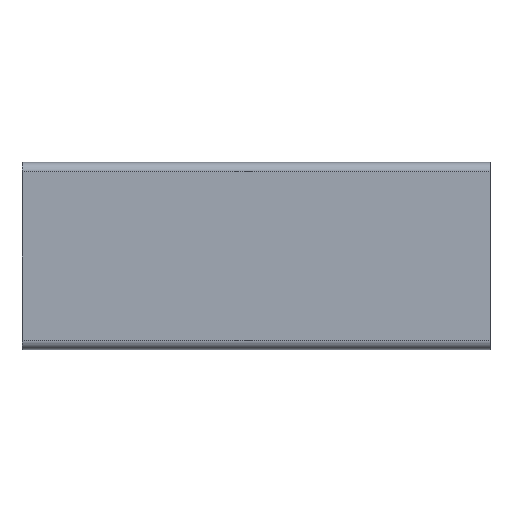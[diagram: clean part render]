
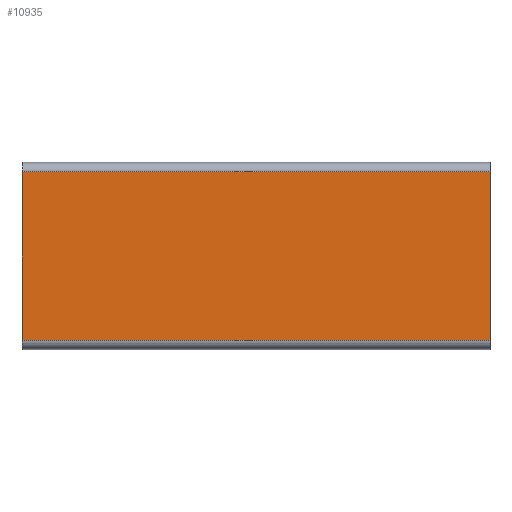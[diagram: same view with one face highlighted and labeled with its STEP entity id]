
A CAD part, left-side view. The second image highlights one B-rep face of the part: STEP entity #10935.
In plain terms, the highlighted planar face has unit normal (-1, 0, 0).
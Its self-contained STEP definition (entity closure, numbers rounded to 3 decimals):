
#163 = DIRECTION ( 'NONE',  ( 0., 0., 1. ) ) ;
#200 = CARTESIAN_POINT ( 'NONE',  ( -40., 0., 36. ) ) ;
#207 = ORIENTED_EDGE ( 'NONE', *, *, #10371, .T. ) ;
#586 = VERTEX_POINT ( 'NONE', #8164 ) ;
#608 = VECTOR ( 'NONE', #5361, 1000. ) ;
#1300 = CARTESIAN_POINT ( 'NONE',  ( -40., 0., -36. ) ) ;
#1558 = ORIENTED_EDGE ( 'NONE', *, *, #10498, .T. ) ;
#1777 = DIRECTION ( 'NONE',  ( -1., 0., 0. ) ) ;
#1878 = VECTOR ( 'NONE', #2239, 1000. ) ;
#2239 = DIRECTION ( 'NONE',  ( 0., 0., -1. ) ) ;
#2812 = AXIS2_PLACEMENT_3D ( 'NONE', #5250, #1777, #163 ) ;
#3051 = VERTEX_POINT ( 'NONE', #3697 ) ;
#3063 = EDGE_CURVE ( 'NONE', #7439, #586, #5509, .T. ) ;
#3104 = CARTESIAN_POINT ( 'NONE',  ( -40., 0., -36. ) ) ;
#3119 = EDGE_LOOP ( 'NONE', ( #207, #3955, #9742, #1558 ) ) ;
#3321 = CARTESIAN_POINT ( 'NONE',  ( -40., 0., -36. ) ) ;
#3475 = DIRECTION ( 'NONE',  ( 0., 0., 1. ) ) ;
#3551 = PLANE ( 'NONE',  #2812 ) ;
#3697 = CARTESIAN_POINT ( 'NONE',  ( -40., 200., -36. ) ) ;
#3955 = ORIENTED_EDGE ( 'NONE', *, *, #3063, .T. ) ;
#3992 = LINE ( 'NONE', #3321, #6369 ) ;
#4129 = LINE ( 'NONE', #9831, #1878 ) ;
#4915 = LINE ( 'NONE', #1300, #5175 ) ;
#5175 = VECTOR ( 'NONE', #5601, 1000. ) ;
#5250 = CARTESIAN_POINT ( 'NONE',  ( -40., 0., -36. ) ) ;
#5308 = FACE_OUTER_BOUND ( 'NONE', #3119, .T. ) ;
#5361 = DIRECTION ( 'NONE',  ( 0., 1., 0. ) ) ;
#5509 = LINE ( 'NONE', #6127, #608 ) ;
#5601 = DIRECTION ( 'NONE',  ( 0., -1., 0. ) ) ;
#6127 = CARTESIAN_POINT ( 'NONE',  ( -40., 0., 36. ) ) ;
#6369 = VECTOR ( 'NONE', #3475, 1000. ) ;
#7439 = VERTEX_POINT ( 'NONE', #200 ) ;
#7956 = VERTEX_POINT ( 'NONE', #3104 ) ;
#8164 = CARTESIAN_POINT ( 'NONE',  ( -40., 200., 36. ) ) ;
#9742 = ORIENTED_EDGE ( 'NONE', *, *, #10139, .T. ) ;
#9831 = CARTESIAN_POINT ( 'NONE',  ( -40., 200., -36. ) ) ;
#10139 = EDGE_CURVE ( 'NONE', #586, #3051, #4129, .T. ) ;
#10371 = EDGE_CURVE ( 'NONE', #7956, #7439, #3992, .T. ) ;
#10498 = EDGE_CURVE ( 'NONE', #3051, #7956, #4915, .T. ) ;
#10935 = ADVANCED_FACE ( 'NONE', ( #5308 ), #3551, .T. ) ;
